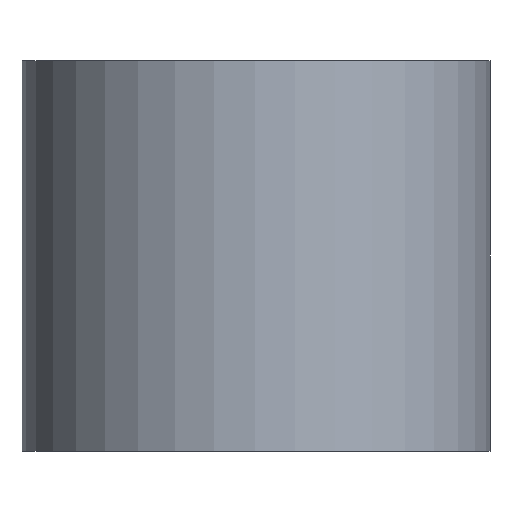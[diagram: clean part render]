
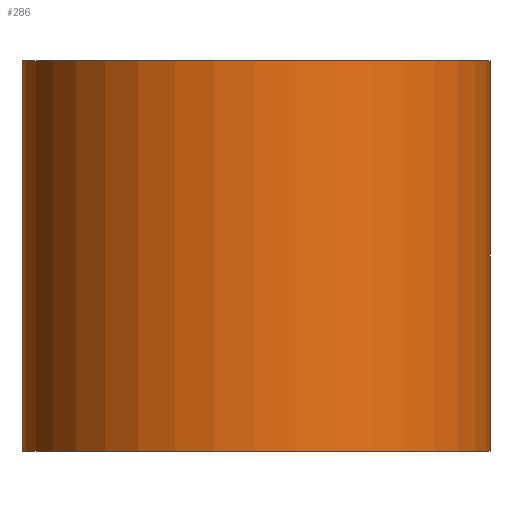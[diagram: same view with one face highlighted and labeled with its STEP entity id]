
A CAD part, front view. The second image highlights one B-rep face of the part: STEP entity #286.
In plain terms, the highlighted cylindrical face has radius 4.763 mm (diameter 9.525 mm), a partial arc.
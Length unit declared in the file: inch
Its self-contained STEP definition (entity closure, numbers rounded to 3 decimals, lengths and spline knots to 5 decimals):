
#10 = EDGE_LOOP ( 'NONE', ( #311, #249, #214, #166 ) ) ;
#22 = DIRECTION ( 'NONE',  ( 0., 0., 1. ) ) ;
#24 = CARTESIAN_POINT ( 'NONE',  ( 0., 0., 0.15625 ) ) ;
#35 = AXIS2_PLACEMENT_3D ( 'NONE', #168, #22, #188 ) ;
#39 = LINE ( 'NONE', #126, #277 ) ;
#55 = VERTEX_POINT ( 'NONE', #203 ) ;
#94 = DIRECTION ( 'NONE',  ( 0., 0., 1. ) ) ;
#96 = CIRCLE ( 'NONE', #185, 0.1875 ) ;
#108 = CARTESIAN_POINT ( 'NONE',  ( -0.1875, 0., -0.15625 ) ) ;
#112 = CYLINDRICAL_SURFACE ( 'NONE', #250, 0.1875 ) ;
#120 = DIRECTION ( 'NONE',  ( 0., 0., -1. ) ) ;
#124 = CIRCLE ( 'NONE', #35, 0.1875 ) ;
#125 = CARTESIAN_POINT ( 'NONE',  ( 0.18749, -0.00177, 0.15625 ) ) ;
#126 = CARTESIAN_POINT ( 'NONE',  ( -0.1875, 0., 0.15625 ) ) ;
#132 = EDGE_CURVE ( 'NONE', #213, #164, #176, .T. ) ;
#133 = CARTESIAN_POINT ( 'NONE',  ( 0.18749, -0.00177, 0.15625 ) ) ;
#136 = VECTOR ( 'NONE', #308, 39.37008 ) ;
#159 = CARTESIAN_POINT ( 'NONE',  ( 0.18749, -0.00177, -0.15625 ) ) ;
#161 = VERTEX_POINT ( 'NONE', #108 ) ;
#164 = VERTEX_POINT ( 'NONE', #159 ) ;
#166 = ORIENTED_EDGE ( 'NONE', *, *, #132, .F. ) ;
#168 = CARTESIAN_POINT ( 'NONE',  ( 0., 0., -0.15625 ) ) ;
#176 = LINE ( 'NONE', #125, #136 ) ;
#185 = AXIS2_PLACEMENT_3D ( 'NONE', #211, #94, #237 ) ;
#188 = DIRECTION ( 'NONE',  ( 1., 0., 0. ) ) ;
#203 = CARTESIAN_POINT ( 'NONE',  ( -0.1875, 0., 0.15625 ) ) ;
#211 = CARTESIAN_POINT ( 'NONE',  ( 0., 0., 0.15625 ) ) ;
#213 = VERTEX_POINT ( 'NONE', #133 ) ;
#214 = ORIENTED_EDGE ( 'NONE', *, *, #254, .T. ) ;
#221 = DIRECTION ( 'NONE',  ( -1., 0., 0. ) ) ;
#224 = EDGE_CURVE ( 'NONE', #55, #213, #96, .T. ) ;
#225 = DIRECTION ( 'NONE',  ( 0., 0., -1. ) ) ;
#237 = DIRECTION ( 'NONE',  ( 1., 0., 0. ) ) ;
#249 = ORIENTED_EDGE ( 'NONE', *, *, #295, .T. ) ;
#250 = AXIS2_PLACEMENT_3D ( 'NONE', #24, #120, #221 ) ;
#254 = EDGE_CURVE ( 'NONE', #161, #164, #124, .T. ) ;
#277 = VECTOR ( 'NONE', #225, 39.37008 ) ;
#286 = ADVANCED_FACE ( 'NONE', ( #304 ), #112, .T. ) ;
#295 = EDGE_CURVE ( 'NONE', #55, #161, #39, .T. ) ;
#304 = FACE_OUTER_BOUND ( 'NONE', #10, .T. ) ;
#308 = DIRECTION ( 'NONE',  ( 0., 0., -1. ) ) ;
#311 = ORIENTED_EDGE ( 'NONE', *, *, #224, .F. ) ;
